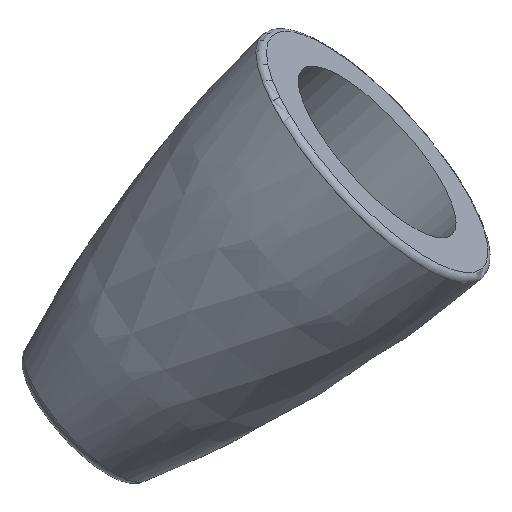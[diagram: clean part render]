
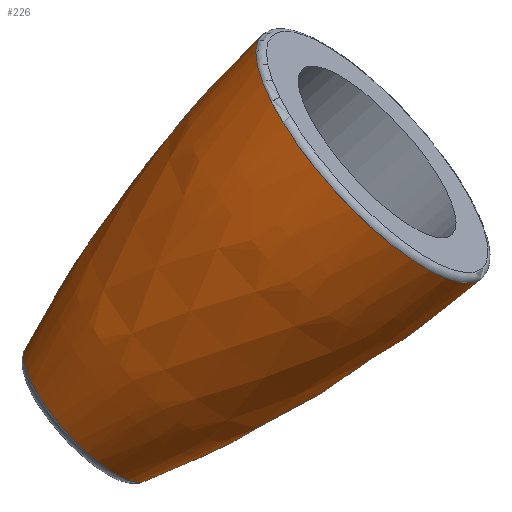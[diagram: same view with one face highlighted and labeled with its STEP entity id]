
A CAD part, left-side view. The second image highlights one B-rep face of the part: STEP entity #226.
In plain terms, the highlighted free-form (B-spline) face has degree [2, 2] with [3, 9] control points.
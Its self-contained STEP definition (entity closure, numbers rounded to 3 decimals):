
#14=(
BOUNDED_SURFACE()
B_SPLINE_SURFACE(2,2,((#644,#645,#646,#647,#648,#649,#650,#651,#652),(#653,
#654,#655,#656,#657,#658,#659,#660,#661),(#662,#663,#664,#665,#666,#667,
#668,#669,#670)),.UNSPECIFIED.,.F.,.T.,.F.)
B_SPLINE_SURFACE_WITH_KNOTS((3,3),(3,2,2,2,3),(0.032,0.334),
(-3.142,-1.571,0.,1.571,3.142),
 .UNSPECIFIED.)
GEOMETRIC_REPRESENTATION_ITEM()
RATIONAL_B_SPLINE_SURFACE(((1.,0.707,1.,0.707,1.,
0.707,1.,0.707,1.),(0.989,0.699,
0.989,0.699,0.989,0.699,0.989,
0.699,0.989),(1.,0.707,1.,0.707,
1.,0.707,1.,0.707,1.)))
REPRESENTATION_ITEM('')
SURFACE()
);
#39=FACE_OUTER_BOUND('',#55,.T.);
#55=EDGE_LOOP('',(#194,#195,#196,#197));
#71=CIRCLE('',#272,11.154);
#74=CIRCLE('',#276,6.087);
#75=CIRCLE('',#277,92.509);
#109=VERTEX_POINT('',#637);
#110=VERTEX_POINT('',#641);
#135=EDGE_CURVE('',#109,#109,#71,.T.);
#138=EDGE_CURVE('',#110,#110,#74,.F.);
#139=EDGE_CURVE('',#110,#109,#75,.T.);
#194=ORIENTED_EDGE('',*,*,#138,.T.);
#195=ORIENTED_EDGE('',*,*,#139,.T.);
#196=ORIENTED_EDGE('',*,*,#135,.T.);
#197=ORIENTED_EDGE('',*,*,#139,.F.);
#226=ADVANCED_FACE('',(#39),#14,.F.);
#272=AXIS2_PLACEMENT_3D('',#638,#337,#338);
#276=AXIS2_PLACEMENT_3D('',#643,#345,#346);
#277=AXIS2_PLACEMENT_3D('',#671,#347,#348);
#337=DIRECTION('center_axis',(0.307,0.707,-0.637));
#338=DIRECTION('ref_axis',(0.952,-0.228,0.205));
#345=DIRECTION('center_axis',(0.307,0.707,-0.637));
#346=DIRECTION('ref_axis',(0.952,-0.228,0.205));
#347=DIRECTION('center_axis',(0.307,-0.707,-0.637));
#348=DIRECTION('ref_axis',(0.901,0.,0.434));
#637=CARTESIAN_POINT('',(-25.469,201.814,-14.271));
#638=CARTESIAN_POINT('Origin',(-35.52,201.814,-19.108));
#641=CARTESIAN_POINT('',(-21.629,221.198,-33.934));
#643=CARTESIAN_POINT('Origin',(-27.114,221.198,-36.574));
#644=CARTESIAN_POINT('Ctrl Pts',(-25.469,201.814,-14.271));
#645=CARTESIAN_POINT('Ctrl Pts',(-22.049,193.927,-21.378));
#646=CARTESIAN_POINT('Ctrl Pts',(-32.1,193.927,-26.215));
#647=CARTESIAN_POINT('Ctrl Pts',(-42.15,193.927,-31.052));
#648=CARTESIAN_POINT('Ctrl Pts',(-45.571,201.814,-23.945));
#649=CARTESIAN_POINT('Ctrl Pts',(-48.991,209.701,-16.838));
#650=CARTESIAN_POINT('Ctrl Pts',(-38.94,209.701,-12.001));
#651=CARTESIAN_POINT('Ctrl Pts',(-28.89,209.701,-7.164));
#652=CARTESIAN_POINT('Ctrl Pts',(-25.469,201.814,-14.271));
#653=CARTESIAN_POINT('Ctrl Pts',(-21.549,211.779,-23.443));
#654=CARTESIAN_POINT('Ctrl Pts',(-18.265,204.206,-30.266));
#655=CARTESIAN_POINT('Ctrl Pts',(-27.915,204.206,-34.911));
#656=CARTESIAN_POINT('Ctrl Pts',(-37.565,204.206,-39.555));
#657=CARTESIAN_POINT('Ctrl Pts',(-40.849,211.779,-32.731));
#658=CARTESIAN_POINT('Ctrl Pts',(-44.133,219.352,-25.908));
#659=CARTESIAN_POINT('Ctrl Pts',(-34.483,219.352,-21.263));
#660=CARTESIAN_POINT('Ctrl Pts',(-24.833,219.352,-16.619));
#661=CARTESIAN_POINT('Ctrl Pts',(-21.549,211.779,-23.443));
#662=CARTESIAN_POINT('Ctrl Pts',(-21.629,221.198,-33.934));
#663=CARTESIAN_POINT('Ctrl Pts',(-19.762,216.893,-37.813));
#664=CARTESIAN_POINT('Ctrl Pts',(-25.248,216.893,-40.453));
#665=CARTESIAN_POINT('Ctrl Pts',(-30.733,216.893,-43.092));
#666=CARTESIAN_POINT('Ctrl Pts',(-32.6,221.198,-39.214));
#667=CARTESIAN_POINT('Ctrl Pts',(-34.466,225.502,-35.335));
#668=CARTESIAN_POINT('Ctrl Pts',(-28.981,225.502,-32.695));
#669=CARTESIAN_POINT('Ctrl Pts',(-23.496,225.502,-30.055));
#670=CARTESIAN_POINT('Ctrl Pts',(-21.629,221.198,-33.934));
#671=CARTESIAN_POINT('Origin',(-109.68,199.753,-52.511));
